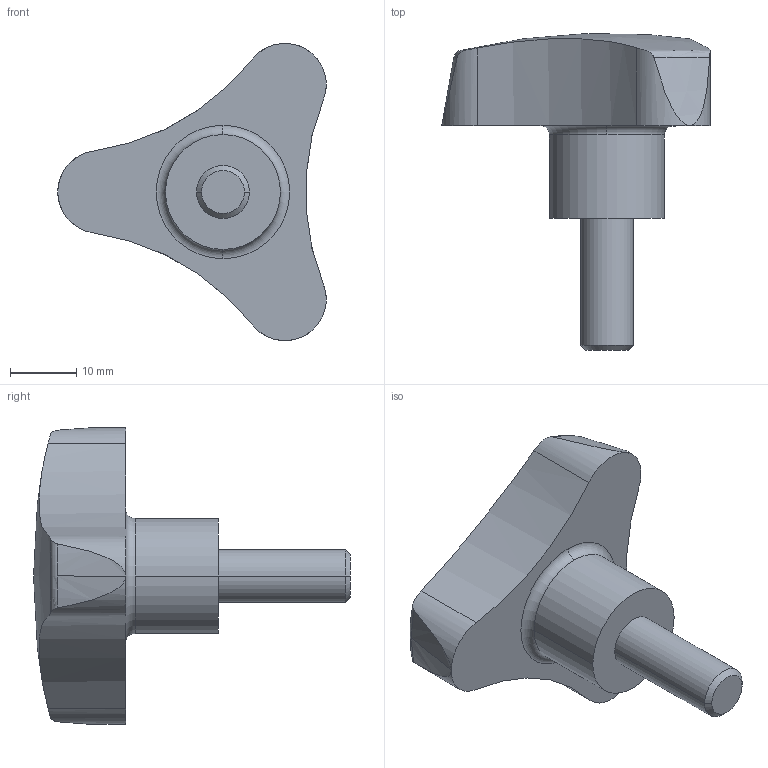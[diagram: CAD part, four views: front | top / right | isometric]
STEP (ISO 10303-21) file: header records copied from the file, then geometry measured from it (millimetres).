
FILE_DESCRIPTION( ( '' ), '1' );
FILE_NAME( 'K0183.25008X20.stp', '2012-11-01T09:31:35', ( '' ), ( '' ), ' ', ' ', ' ' );
FILE_SCHEMA( ( 'CONFIG_CONTROL_DESIGN' ) );
Length unit declared in the file: millimetre
Products named in the file (1): 1
Bounding box: 40.62 x 47.95 x 44.96 mm (x, y, z)
Volume: 17073.3 mm3; surface area: 4857.3 mm2
Topology: 1 solids, 1 shells, 28 faces, 67 edges, 43 vertices
Faces by surface type: cylinder 13, cone 6, torus 5, plane 3, sphere 1
Entity records: 1057 total; most frequent: CARTESIAN_POINT 370, DIRECTION 137, ORIENTED_EDGE 134, EDGE_CURVE 67, AXIS2_PLACEMENT_3D 62, VERTEX_POINT 43, CIRCLE 33, EDGE_LOOP 30
